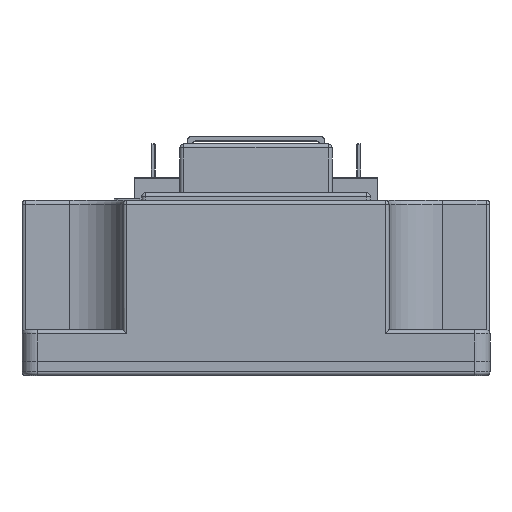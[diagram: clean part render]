
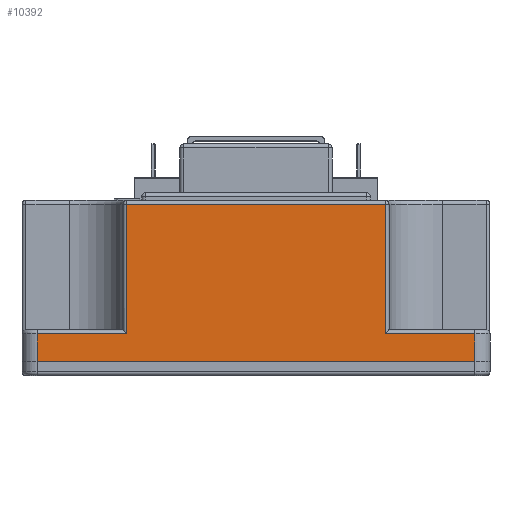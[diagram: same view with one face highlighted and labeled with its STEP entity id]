
A CAD part, left-side view. The second image highlights one B-rep face of the part: STEP entity #10392.
In plain terms, the highlighted planar face has unit normal (-1, 0, 0).
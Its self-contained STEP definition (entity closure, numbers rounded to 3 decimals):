
#1039=FACE_OUTER_BOUND('',#1728,.T.);
#1728=EDGE_LOOP('',(#7550,#7551,#7552,#7553,#7554,#7555,#7556,#7557));
#2394=LINE('',#15636,#3241);
#2404=LINE('',#15660,#3251);
#2405=LINE('',#15664,#3252);
#2406=LINE('',#15666,#3253);
#2407=LINE('',#15668,#3254);
#2408=LINE('',#15670,#3255);
#2409=LINE('',#15672,#3256);
#2410=LINE('',#15673,#3257);
#3241=VECTOR('',#12954,10.);
#3251=VECTOR('',#12972,10.);
#3252=VECTOR('',#12977,10.);
#3253=VECTOR('',#12978,10.);
#3254=VECTOR('',#12979,10.);
#3255=VECTOR('',#12980,10.);
#3256=VECTOR('',#12981,10.);
#3257=VECTOR('',#12982,10.);
#4574=VERTEX_POINT('',#15633);
#4575=VERTEX_POINT('',#15635);
#4585=VERTEX_POINT('',#15659);
#4586=VERTEX_POINT('',#15663);
#4587=VERTEX_POINT('',#15665);
#4588=VERTEX_POINT('',#15667);
#4589=VERTEX_POINT('',#15669);
#4590=VERTEX_POINT('',#15671);
#5662=EDGE_CURVE('',#4575,#4574,#2394,.T.);
#5674=EDGE_CURVE('',#4575,#4585,#2404,.T.);
#5676=EDGE_CURVE('',#4586,#4574,#2405,.T.);
#5677=EDGE_CURVE('',#4587,#4586,#2406,.T.);
#5678=EDGE_CURVE('',#4588,#4587,#2407,.T.);
#5679=EDGE_CURVE('',#4589,#4588,#2408,.T.);
#5680=EDGE_CURVE('',#4590,#4589,#2409,.T.);
#5681=EDGE_CURVE('',#4585,#4590,#2410,.T.);
#7550=ORIENTED_EDGE('',*,*,#5662,.T.);
#7551=ORIENTED_EDGE('',*,*,#5676,.F.);
#7552=ORIENTED_EDGE('',*,*,#5677,.F.);
#7553=ORIENTED_EDGE('',*,*,#5678,.F.);
#7554=ORIENTED_EDGE('',*,*,#5679,.F.);
#7555=ORIENTED_EDGE('',*,*,#5680,.F.);
#7556=ORIENTED_EDGE('',*,*,#5681,.F.);
#7557=ORIENTED_EDGE('',*,*,#5674,.F.);
#10034=PLANE('',#11479);
#10392=ADVANCED_FACE('',(#1039),#10034,.T.);
#11479=AXIS2_PLACEMENT_3D('',#15662,#12975,#12976);
#12954=DIRECTION('',(0.,-1.,0.));
#12972=DIRECTION('',(0.,0.,1.));
#12975=DIRECTION('center_axis',(-1.,0.,0.));
#12976=DIRECTION('ref_axis',(0.,-1.,0.));
#12977=DIRECTION('',(0.,0.,-1.));
#12978=DIRECTION('',(0.,-1.,0.));
#12979=DIRECTION('',(0.,0.,-1.));
#12980=DIRECTION('',(0.,-1.,0.));
#12981=DIRECTION('',(0.,0.,1.));
#12982=DIRECTION('',(0.,-1.,0.));
#15633=CARTESIAN_POINT('',(-53.2,-28.7,1.837));
#15635=CARTESIAN_POINT('',(-53.2,28.7,1.837));
#15636=CARTESIAN_POINT('',(-53.2,0.,1.837));
#15659=CARTESIAN_POINT('',(-53.2,28.7,5.5));
#15660=CARTESIAN_POINT('',(-53.2,28.7,0.));
#15662=CARTESIAN_POINT('Origin',(-53.2,30.7,0.));
#15663=CARTESIAN_POINT('',(-53.2,-28.7,5.5));
#15664=CARTESIAN_POINT('',(-53.2,-28.7,0.));
#15665=CARTESIAN_POINT('',(-53.2,-16.95,5.5));
#15666=CARTESIAN_POINT('',(-53.2,15.35,5.5));
#15667=CARTESIAN_POINT('',(-53.2,-16.95,22.5));
#15668=CARTESIAN_POINT('',(-53.2,-16.95,3.));
#15669=CARTESIAN_POINT('',(-53.2,16.95,22.5));
#15670=CARTESIAN_POINT('',(-53.2,15.35,22.5));
#15671=CARTESIAN_POINT('',(-53.2,16.95,5.5));
#15672=CARTESIAN_POINT('',(-53.2,16.95,3.));
#15673=CARTESIAN_POINT('',(-53.2,15.35,5.5));
